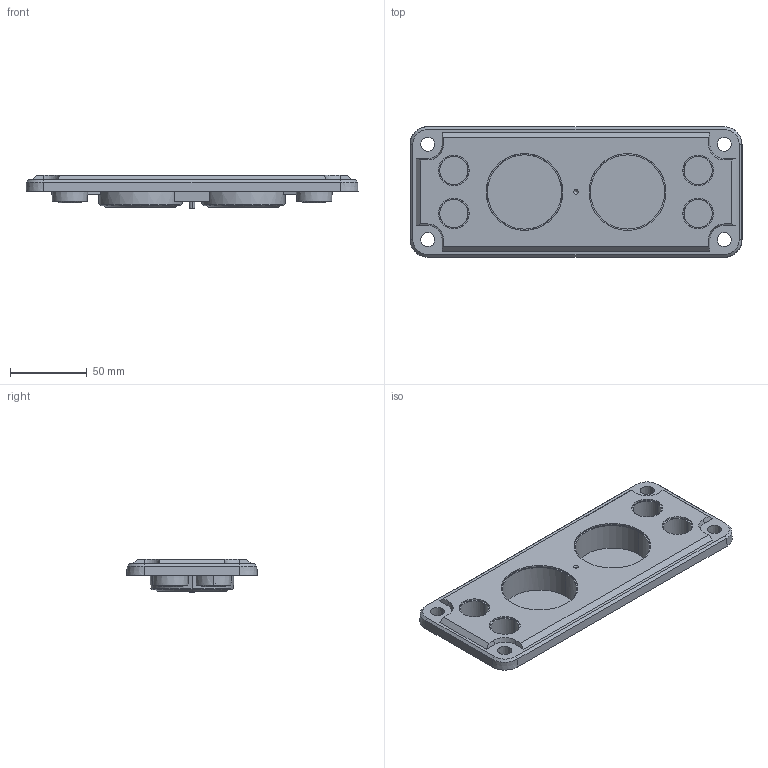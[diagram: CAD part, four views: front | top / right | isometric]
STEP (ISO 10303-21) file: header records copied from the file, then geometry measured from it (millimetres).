
FILE_DESCRIPTION (( 'STEP AP214' ), '1' );
FILE_NAME ('FIBOX MB10861.STEP', '2015-10-23T06:31:57', ( '' ), ( '' ), 'SwSTEP 2.0', 'SolidWorks 2014', '' );
FILE_SCHEMA (( 'AUTOMOTIVE_DESIGN' ));
Length unit declared in the file: millimetre
Products named in the file (1): FIBOX MB10861
Bounding box: 216 x 85 x 22 mm (x, y, z)
Volume: 93508.3 mm3; surface area: 66876.4 mm2
Topology: 1 solids, 1 shells, 215 faces, 580 edges, 394 vertices
Faces by surface type: plane 113, cone 88, cylinder 14
Entity records: 10902 total; most frequent: CARTESIAN_POINT 5851, ORIENTED_EDGE 1160, DIRECTION 828, EDGE_CURVE 580, VERTEX_POINT 394, AXIS2_PLACEMENT_3D 287, B_SPLINE_CURVE_WITH_KNOTS 255, VECTOR 254
